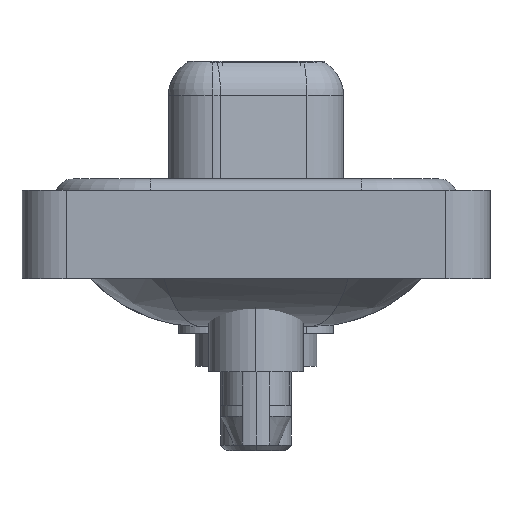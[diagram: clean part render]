
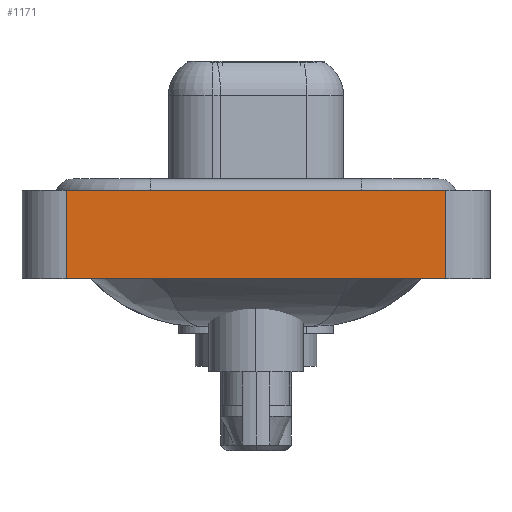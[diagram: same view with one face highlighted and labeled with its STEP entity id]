
A CAD part, left-side view. The second image highlights one B-rep face of the part: STEP entity #1171.
In plain terms, the highlighted planar face has unit normal (-1, 0, 0).
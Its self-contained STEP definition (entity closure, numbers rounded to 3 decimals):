
#333 = ORIENTED_EDGE ( 'NONE', *, *, #6268, .F. ) ;
#704 = DIRECTION ( 'NONE',  ( 0., 0., 1. ) ) ;
#810 = LINE ( 'NONE', #6150, #6182 ) ;
#889 = VECTOR ( 'NONE', #13138, 1000. ) ;
#1130 = FACE_OUTER_BOUND ( 'NONE', #10891, .T. ) ;
#1156 = ORIENTED_EDGE ( 'NONE', *, *, #10191, .T. ) ;
#1171 = ADVANCED_FACE ( 'NONE', ( #1130 ), #12004, .T. ) ;
#2034 = LINE ( 'NONE', #2201, #5735 ) ;
#2201 = CARTESIAN_POINT ( 'NONE',  ( -7.25, 8.55, -3.6 ) ) ;
#2255 = CARTESIAN_POINT ( 'NONE',  ( -7.25, -8.55, -3.6 ) ) ;
#4336 = VECTOR ( 'NONE', #8828, 1000. ) ;
#4338 = EDGE_CURVE ( 'NONE', #16543, #7185, #6192, .T. ) ;
#5735 = VECTOR ( 'NONE', #704, 1000. ) ;
#6150 = CARTESIAN_POINT ( 'NONE',  ( -7.25, -8.55, 0.4 ) ) ;
#6182 = VECTOR ( 'NONE', #10086, 1000. ) ;
#6192 = LINE ( 'NONE', #15808, #889 ) ;
#6268 = EDGE_CURVE ( 'NONE', #9611, #7185, #810, .T. ) ;
#7185 = VERTEX_POINT ( 'NONE', #8159 ) ;
#8159 = CARTESIAN_POINT ( 'NONE',  ( -7.25, -8.55, 0.4 ) ) ;
#8828 = DIRECTION ( 'NONE',  ( 0., -1., 0. ) ) ;
#9136 = ORIENTED_EDGE ( 'NONE', *, *, #4338, .T. ) ;
#9162 = DIRECTION ( 'NONE',  ( 0., 0., 1. ) ) ;
#9611 = VERTEX_POINT ( 'NONE', #12501 ) ;
#9619 = ORIENTED_EDGE ( 'NONE', *, *, #13662, .F. ) ;
#10086 = DIRECTION ( 'NONE',  ( 0., -1., 0. ) ) ;
#10191 = EDGE_CURVE ( 'NONE', #12630, #16543, #11494, .T. ) ;
#10665 = CARTESIAN_POINT ( 'NONE',  ( -7.25, -8.55, -3.6 ) ) ;
#10891 = EDGE_LOOP ( 'NONE', ( #9136, #333, #9619, #1156 ) ) ;
#11494 = LINE ( 'NONE', #17190, #4336 ) ;
#12004 = PLANE ( 'NONE',  #15217 ) ;
#12501 = CARTESIAN_POINT ( 'NONE',  ( -7.25, 8.55, 0.4 ) ) ;
#12630 = VERTEX_POINT ( 'NONE', #16954 ) ;
#13138 = DIRECTION ( 'NONE',  ( 0., 0., 1. ) ) ;
#13662 = EDGE_CURVE ( 'NONE', #12630, #9611, #2034, .T. ) ;
#15217 = AXIS2_PLACEMENT_3D ( 'NONE', #10665, #17425, #9162 ) ;
#15808 = CARTESIAN_POINT ( 'NONE',  ( -7.25, -8.55, -3.6 ) ) ;
#16543 = VERTEX_POINT ( 'NONE', #2255 ) ;
#16954 = CARTESIAN_POINT ( 'NONE',  ( -7.25, 8.55, -3.6 ) ) ;
#17190 = CARTESIAN_POINT ( 'NONE',  ( -7.25, -8.55, -3.6 ) ) ;
#17425 = DIRECTION ( 'NONE',  ( -1., 0., 0. ) ) ;
